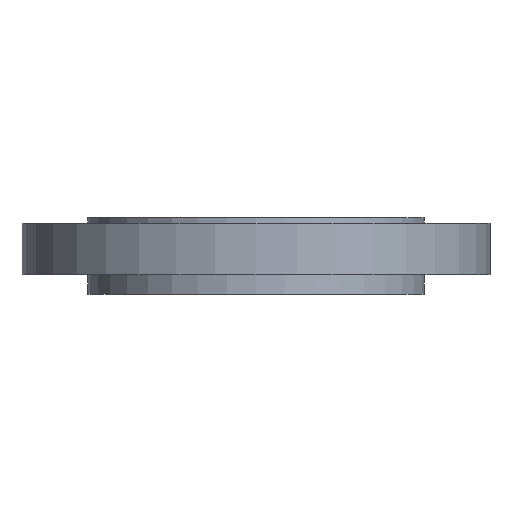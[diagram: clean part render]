
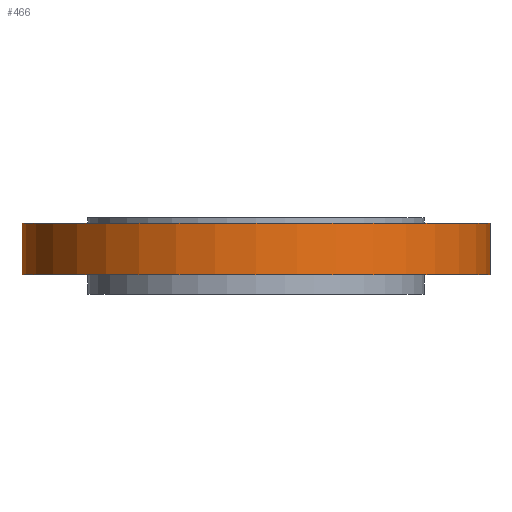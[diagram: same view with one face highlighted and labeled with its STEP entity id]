
A CAD part, front view. The second image highlights one B-rep face of the part: STEP entity #466.
In plain terms, the highlighted cylindrical face has radius 260.35 mm (diameter 520.7 mm), a partial arc.
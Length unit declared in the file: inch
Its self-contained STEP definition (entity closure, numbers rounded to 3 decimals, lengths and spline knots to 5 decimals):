
#5 = DIRECTION ( 'NONE',  ( 0., 0., 1. ) ) ;
#98 = CARTESIAN_POINT ( 'NONE',  ( 0., 0., -0.25 ) ) ;
#107 = VERTEX_POINT ( 'NONE', #707 ) ;
#172 = ORIENTED_EDGE ( 'NONE', *, *, #1490, .F. ) ;
#247 = CYLINDRICAL_SURFACE ( 'NONE', #752, 10.25 ) ;
#248 = ORIENTED_EDGE ( 'NONE', *, *, #678, .T. ) ;
#296 = LINE ( 'NONE', #897, #747 ) ;
#415 = CARTESIAN_POINT ( 'NONE',  ( 10.25, 0., -31.49138 ) ) ;
#458 = CIRCLE ( 'NONE', #673, 10.25 ) ;
#466 = ADVANCED_FACE ( 'NONE', ( #1103 ), #247, .T. ) ;
#623 = CARTESIAN_POINT ( 'NONE',  ( 0., 0., -31.49138 ) ) ;
#638 = CARTESIAN_POINT ( 'NONE',  ( -10.25, 0., -0.25 ) ) ;
#657 = ORIENTED_EDGE ( 'NONE', *, *, #1478, .F. ) ;
#673 = AXIS2_PLACEMENT_3D ( 'NONE', #1149, #1123, #1532 ) ;
#678 = EDGE_CURVE ( 'NONE', #107, #815, #1031, .T. ) ;
#685 = VERTEX_POINT ( 'NONE', #913 ) ;
#688 = CARTESIAN_POINT ( 'NONE',  ( 10.25, 0., -0.25 ) ) ;
#707 = CARTESIAN_POINT ( 'NONE',  ( 10.25, 0., -2.5 ) ) ;
#713 = EDGE_CURVE ( 'NONE', #1387, #815, #1453, .T. ) ;
#716 = ORIENTED_EDGE ( 'NONE', *, *, #713, .F. ) ;
#747 = VECTOR ( 'NONE', #1389, 39.37008 ) ;
#752 = AXIS2_PLACEMENT_3D ( 'NONE', #623, #5, #1097 ) ;
#756 = EDGE_LOOP ( 'NONE', ( #657, #172, #248, #716 ) ) ;
#815 = VERTEX_POINT ( 'NONE', #688 ) ;
#897 = CARTESIAN_POINT ( 'NONE',  ( -10.25, 0., -31.49138 ) ) ;
#913 = CARTESIAN_POINT ( 'NONE',  ( -10.25, 0., -2.5 ) ) ;
#929 = DIRECTION ( 'NONE',  ( 0., 0., 1. ) ) ;
#1031 = LINE ( 'NONE', #415, #1112 ) ;
#1060 = DIRECTION ( 'NONE',  ( 1., 0., 0. ) ) ;
#1097 = DIRECTION ( 'NONE',  ( 1., 0., 0. ) ) ;
#1103 = FACE_OUTER_BOUND ( 'NONE', #756, .T. ) ;
#1112 = VECTOR ( 'NONE', #1132, 39.37008 ) ;
#1123 = DIRECTION ( 'NONE',  ( 0., 0., -1. ) ) ;
#1132 = DIRECTION ( 'NONE',  ( 0., 0., 1. ) ) ;
#1149 = CARTESIAN_POINT ( 'NONE',  ( 0., 0., -2.5 ) ) ;
#1380 = AXIS2_PLACEMENT_3D ( 'NONE', #98, #929, #1060 ) ;
#1387 = VERTEX_POINT ( 'NONE', #638 ) ;
#1389 = DIRECTION ( 'NONE',  ( 0., 0., 1. ) ) ;
#1453 = CIRCLE ( 'NONE', #1380, 10.25 ) ;
#1478 = EDGE_CURVE ( 'NONE', #685, #1387, #296, .T. ) ;
#1490 = EDGE_CURVE ( 'NONE', #107, #685, #458, .T. ) ;
#1532 = DIRECTION ( 'NONE',  ( 1., 0., 0. ) ) ;
